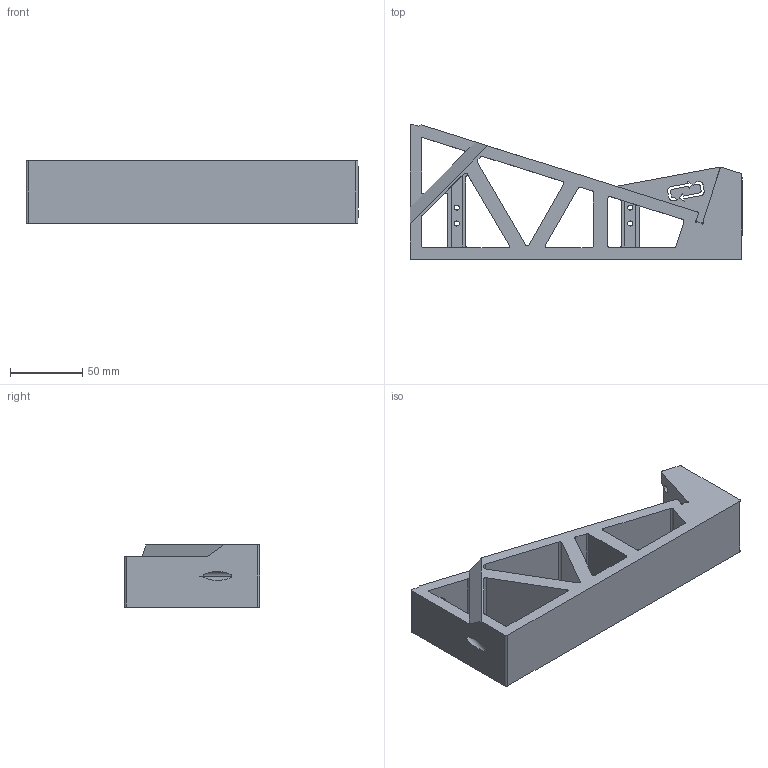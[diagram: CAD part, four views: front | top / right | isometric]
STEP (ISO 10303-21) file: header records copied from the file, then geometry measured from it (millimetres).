
FILE_DESCRIPTION (( 'STEP AP203' ), '1' );
FILE_NAME ('Tilted foot MIRROR.STEP', '2022-06-12T13:29:47', ( '' ), ( '' ), 'SwSTEP 2.0', 'SolidWorks 2020', '' );
FILE_SCHEMA (( 'CONFIG_CONTROL_DESIGN' ));
Length unit declared in the file: millimetre
Products named in the file (1): Tilted foot MIRROR
Bounding box: 230 x 93.6 x 43 mm (x, y, z)
Volume: 325423.1 mm3; surface area: 84131.4 mm2
Topology: 1 solids, 1 shells, 178 faces, 515 edges, 340 vertices
Faces by surface type: cylinder 90, plane 80, cone 8
Entity records: 6062 total; most frequent: CARTESIAN_POINT 1096, DIRECTION 1031, ORIENTED_EDGE 1030, EDGE_CURVE 515, AXIS2_PLACEMENT_3D 353, VERTEX_POINT 340, LINE 325, VECTOR 325
